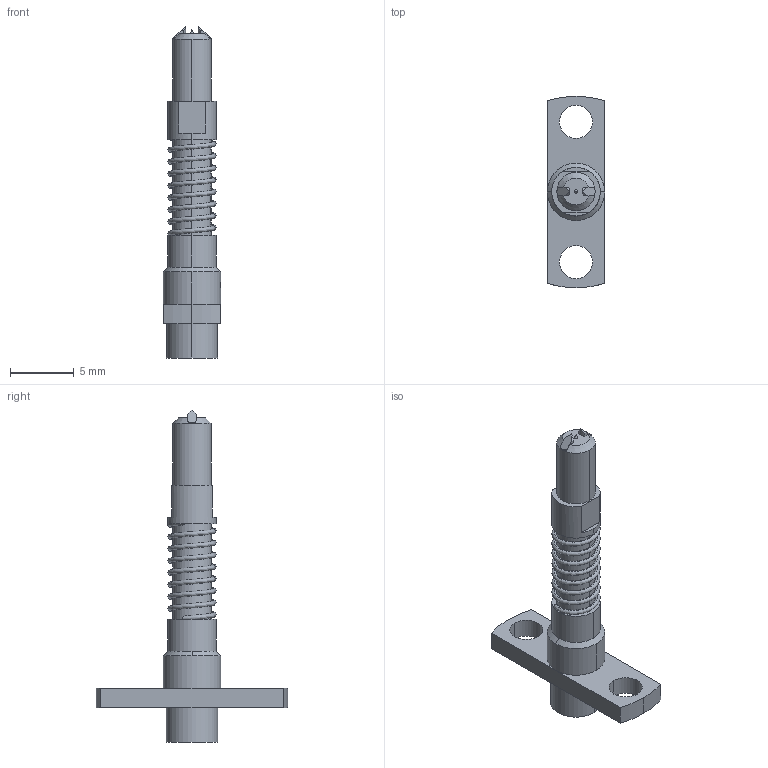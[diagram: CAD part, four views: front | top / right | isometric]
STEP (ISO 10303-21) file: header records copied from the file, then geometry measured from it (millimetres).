
FILE_DESCRIPTION (( 'STEP AP214' ), '1' );
FILE_NAME ('MOD-HF05-0001.STEP', '2017-11-13T11:16:04', ( 'first' ), ( 'Hewlett-Packard Company' ), 'SwSTEP 2.0', 'SolidWorks 2015', '' );
FILE_SCHEMA (( 'AUTOMOTIVE_DESIGN' ));
Length unit declared in the file: millimetre
Products named in the file (1): MOD-HF05-0001
Bounding box: 4.5 x 15 x 26 mm (x, y, z)
Volume: 312.3 mm3; surface area: 568.2 mm2
Topology: 1 solids, 1 shells, 224 faces, 595 edges, 393 vertices
Faces by surface type: plane 97, bspline 60, cylinder 52, cone 15
Entity records: 15777 total; most frequent: CARTESIAN_POINT 8052, ORIENTED_EDGE 1186, DIRECTION 927, EDGE_CURVE 593, VERTEX_POINT 393, AXIS2_PLACEMENT_3D 326, LINE 275, VECTOR 275
